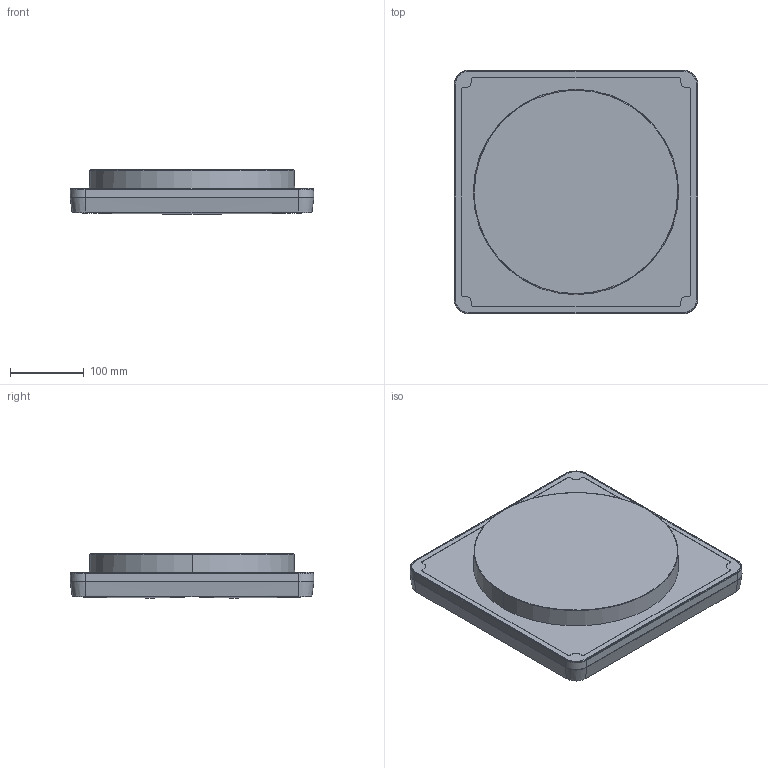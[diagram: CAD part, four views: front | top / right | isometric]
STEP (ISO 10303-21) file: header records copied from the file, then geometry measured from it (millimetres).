
FILE_DESCRIPTION (( 'STEP AP214' ), '1' );
FILE_NAME ('SF_FLAT_SQ_330.STEP', '2024-05-13T08:13:54', ( '' ), ( '' ), 'SwSTEP 2.0', 'SolidWorks 2022', '' );
FILE_SCHEMA (( 'AUTOMOTIVE_DESIGN' ));
Length unit declared in the file: millimetre
Products named in the file (1): SF_FLAT_SQ_330
Bounding box: 329.81 x 329.81 x 59.78 mm (x, y, z)
Volume: 2064918.6 mm3; surface area: 725276.2 mm2
Topology: 4 solids, 4 shells, 120 faces, 308 edges, 200 vertices
Faces by surface type: bspline 52, plane 42, cylinder 24, cone 2
Entity records: 15231 total; most frequent: CARTESIAN_POINT 11303, ORIENTED_EDGE 616, DIRECTION 386, EDGE_CURVE 308, VERTEX_POINT 200, LINE 134, VECTOR 134, UNCERTAINTY_MEASURE_WITH_UNIT 126
